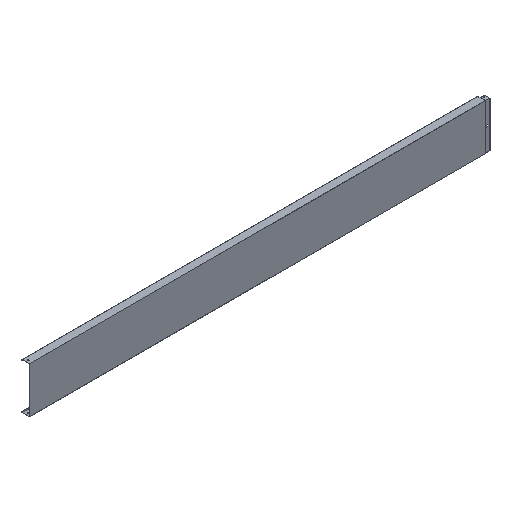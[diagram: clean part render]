
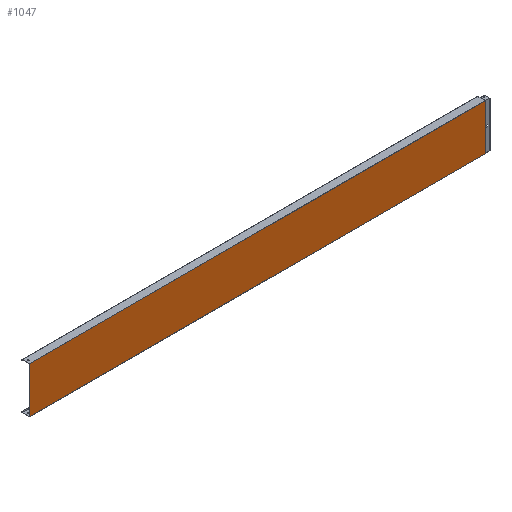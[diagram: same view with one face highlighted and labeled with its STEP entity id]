
A CAD part, isometric view. The second image highlights one B-rep face of the part: STEP entity #1047.
In plain terms, the highlighted planar face has unit normal (0, -1, 0).
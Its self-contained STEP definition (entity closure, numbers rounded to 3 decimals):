
#25 = VERTEX_POINT ( 'NONE', #201 ) ;
#175 = EDGE_CURVE ( 'NONE', #390, #227, #682, .T. ) ;
#201 = CARTESIAN_POINT ( 'NONE',  ( 2.4, 0., 150. ) ) ;
#227 = VERTEX_POINT ( 'NONE', #426 ) ;
#390 = VERTEX_POINT ( 'NONE', #1561 ) ;
#404 = LINE ( 'NONE', #948, #1191 ) ;
#426 = CARTESIAN_POINT ( 'NONE',  ( -2970., 0., -150. ) ) ;
#444 = EDGE_LOOP ( 'NONE', ( #1049, #780, #792, #676 ) ) ;
#458 = CARTESIAN_POINT ( 'NONE',  ( 2.4, 0., -150. ) ) ;
#555 = PLANE ( 'NONE',  #1436 ) ;
#643 = DIRECTION ( 'NONE',  ( 0., 0., 1. ) ) ;
#656 = FACE_OUTER_BOUND ( 'NONE', #444, .T. ) ;
#676 = ORIENTED_EDGE ( 'NONE', *, *, #175, .T. ) ;
#682 = LINE ( 'NONE', #1683, #1322 ) ;
#702 = VERTEX_POINT ( 'NONE', #458 ) ;
#762 = VECTOR ( 'NONE', #991, 1000. ) ;
#780 = ORIENTED_EDGE ( 'NONE', *, *, #1085, .T. ) ;
#791 = CARTESIAN_POINT ( 'NONE',  ( 300.001, 0., 150. ) ) ;
#792 = ORIENTED_EDGE ( 'NONE', *, *, #1659, .T. ) ;
#821 = LINE ( 'NONE', #1399, #1533 ) ;
#925 = DIRECTION ( 'NONE',  ( 0., -1., 0. ) ) ;
#948 = CARTESIAN_POINT ( 'NONE',  ( 300.001, 0., -150. ) ) ;
#957 = DIRECTION ( 'NONE',  ( 0., 0., -1. ) ) ;
#991 = DIRECTION ( 'NONE',  ( -1., 0., 0. ) ) ;
#1047 = ADVANCED_FACE ( 'NONE', ( #656 ), #555, .T. ) ;
#1049 = ORIENTED_EDGE ( 'NONE', *, *, #1737, .F. ) ;
#1085 = EDGE_CURVE ( 'NONE', #702, #25, #821, .T. ) ;
#1121 = DIRECTION ( 'NONE',  ( -1., 0., 0. ) ) ;
#1157 = DIRECTION ( 'NONE',  ( 0., 0., -1. ) ) ;
#1191 = VECTOR ( 'NONE', #1121, 1000. ) ;
#1322 = VECTOR ( 'NONE', #957, 1000. ) ;
#1331 = LINE ( 'NONE', #791, #762 ) ;
#1399 = CARTESIAN_POINT ( 'NONE',  ( 2.4, 0., -150. ) ) ;
#1436 = AXIS2_PLACEMENT_3D ( 'NONE', #1457, #925, #1157 ) ;
#1457 = CARTESIAN_POINT ( 'NONE',  ( -2970., 0., 150. ) ) ;
#1533 = VECTOR ( 'NONE', #643, 1000. ) ;
#1561 = CARTESIAN_POINT ( 'NONE',  ( -2970., 0., 150. ) ) ;
#1659 = EDGE_CURVE ( 'NONE', #25, #390, #1331, .T. ) ;
#1683 = CARTESIAN_POINT ( 'NONE',  ( -2970., 0., 150. ) ) ;
#1737 = EDGE_CURVE ( 'NONE', #702, #227, #404, .T. ) ;
